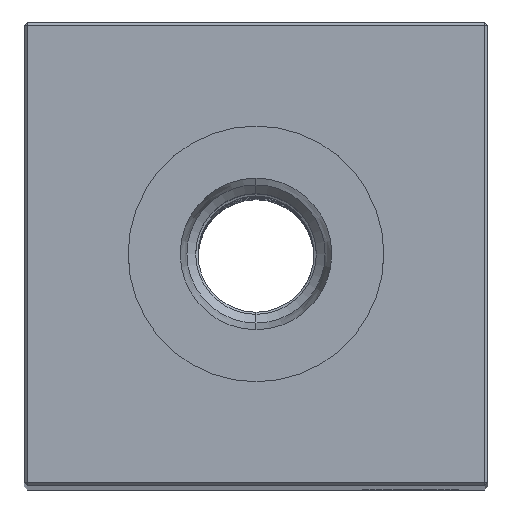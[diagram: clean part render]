
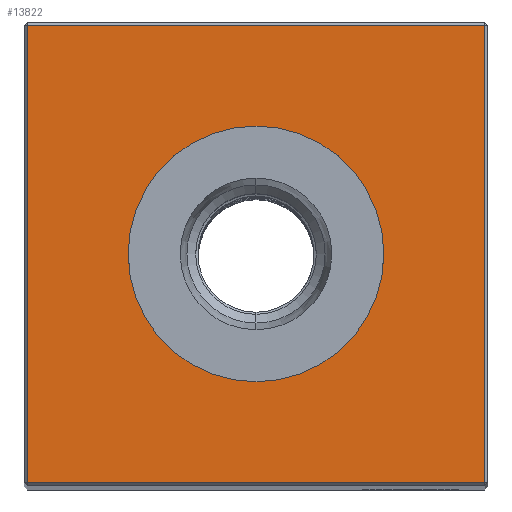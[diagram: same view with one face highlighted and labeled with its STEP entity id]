
A CAD part, top view. The second image highlights one B-rep face of the part: STEP entity #13822.
In plain terms, the highlighted planar face has unit normal (0, 0, 1).
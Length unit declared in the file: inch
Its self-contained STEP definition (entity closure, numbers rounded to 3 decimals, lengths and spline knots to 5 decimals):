
#101 = DIRECTION ( 'NONE',  ( -1., 0., 0. ) ) ;
#341 = LINE ( 'NONE', #20795, #3799 ) ;
#451 = DIRECTION ( 'NONE',  ( 0., 1., 0. ) ) ;
#563 = LINE ( 'NONE', #24964, #10906 ) ;
#639 = AXIS2_PLACEMENT_3D ( 'NONE', #21591, #1575, #3907 ) ;
#1575 = DIRECTION ( 'NONE',  ( 0., 0., -1. ) ) ;
#2357 = EDGE_CURVE ( 'NONE', #16815, #21347, #341, .T. ) ;
#3799 = VECTOR ( 'NONE', #6910, 39.37008 ) ;
#3907 = DIRECTION ( 'NONE',  ( -1., 0., 0. ) ) ;
#3931 = AXIS2_PLACEMENT_3D ( 'NONE', #14946, #19184, #14661 ) ;
#5211 = CARTESIAN_POINT ( 'NONE',  ( 0., 0.41339, 7.75 ) ) ;
#5519 = ORIENTED_EDGE ( 'NONE', *, *, #22609, .T. ) ;
#6743 = AXIS2_PLACEMENT_3D ( 'NONE', #28888, #28747, #101 ) ;
#6910 = DIRECTION ( 'NONE',  ( 1., 0., 0. ) ) ;
#7424 = DIRECTION ( 'NONE',  ( -1., 0., 0. ) ) ;
#7632 = ORIENTED_EDGE ( 'NONE', *, *, #2357, .T. ) ;
#8229 = FACE_BOUND ( 'NONE', #12044, .T. ) ;
#8363 = PLANE ( 'NONE',  #3931 ) ;
#8474 = ORIENTED_EDGE ( 'NONE', *, *, #18135, .T. ) ;
#8738 = CARTESIAN_POINT ( 'NONE',  ( -0.74, 0., 7.75 ) ) ;
#9545 = VECTOR ( 'NONE', #19707, 39.37008 ) ;
#9698 = VERTEX_POINT ( 'NONE', #21478 ) ;
#9836 = VECTOR ( 'NONE', #451, 39.37008 ) ;
#10555 = FACE_OUTER_BOUND ( 'NONE', #28538, .T. ) ;
#10779 = LINE ( 'NONE', #8738, #9545 ) ;
#10906 = VECTOR ( 'NONE', #7424, 39.37008 ) ;
#10925 = CIRCLE ( 'NONE', #6743, 0.41339 ) ;
#12044 = EDGE_LOOP ( 'NONE', ( #20494, #19188 ) ) ;
#12590 = EDGE_CURVE ( 'NONE', #9698, #14759, #10925, .T. ) ;
#12717 = VERTEX_POINT ( 'NONE', #28284 ) ;
#13822 = ADVANCED_FACE ( 'NONE', ( #10555, #8229 ), #8363, .F. ) ;
#14661 = DIRECTION ( 'NONE',  ( -1., 0., 0. ) ) ;
#14759 = VERTEX_POINT ( 'NONE', #5211 ) ;
#14946 = CARTESIAN_POINT ( 'NONE',  ( 0., 0., 7.75 ) ) ;
#15664 = CARTESIAN_POINT ( 'NONE',  ( 0.74, 0.74, 7.75 ) ) ;
#16095 = VERTEX_POINT ( 'NONE', #15664 ) ;
#16815 = VERTEX_POINT ( 'NONE', #25524 ) ;
#18124 = CARTESIAN_POINT ( 'NONE',  ( 0.74, 0., 7.75 ) ) ;
#18135 = EDGE_CURVE ( 'NONE', #12717, #16815, #10779, .T. ) ;
#19184 = DIRECTION ( 'NONE',  ( 0., 0., -1. ) ) ;
#19188 = ORIENTED_EDGE ( 'NONE', *, *, #12590, .T. ) ;
#19707 = DIRECTION ( 'NONE',  ( 0., -1., 0. ) ) ;
#20024 = CARTESIAN_POINT ( 'NONE',  ( 0.74, -0.74, 7.75 ) ) ;
#20494 = ORIENTED_EDGE ( 'NONE', *, *, #27025, .T. ) ;
#20789 = ORIENTED_EDGE ( 'NONE', *, *, #27760, .T. ) ;
#20795 = CARTESIAN_POINT ( 'NONE',  ( 0., -0.74, 7.75 ) ) ;
#21347 = VERTEX_POINT ( 'NONE', #20024 ) ;
#21478 = CARTESIAN_POINT ( 'NONE',  ( 0., -0.41339, 7.75 ) ) ;
#21591 = CARTESIAN_POINT ( 'NONE',  ( 0., 0., 7.75 ) ) ;
#22609 = EDGE_CURVE ( 'NONE', #21347, #16095, #27486, .T. ) ;
#24425 = CIRCLE ( 'NONE', #639, 0.41339 ) ;
#24964 = CARTESIAN_POINT ( 'NONE',  ( 0., 0.74, 7.75 ) ) ;
#25524 = CARTESIAN_POINT ( 'NONE',  ( -0.74, -0.74, 7.75 ) ) ;
#27025 = EDGE_CURVE ( 'NONE', #14759, #9698, #24425, .T. ) ;
#27486 = LINE ( 'NONE', #18124, #9836 ) ;
#27760 = EDGE_CURVE ( 'NONE', #16095, #12717, #563, .T. ) ;
#28284 = CARTESIAN_POINT ( 'NONE',  ( -0.74, 0.74, 7.75 ) ) ;
#28538 = EDGE_LOOP ( 'NONE', ( #8474, #7632, #5519, #20789 ) ) ;
#28747 = DIRECTION ( 'NONE',  ( 0., 0., -1. ) ) ;
#28888 = CARTESIAN_POINT ( 'NONE',  ( 0., 0., 7.75 ) ) ;
